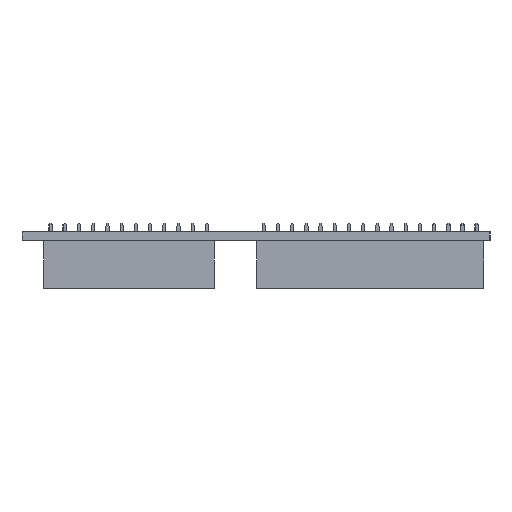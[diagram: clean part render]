
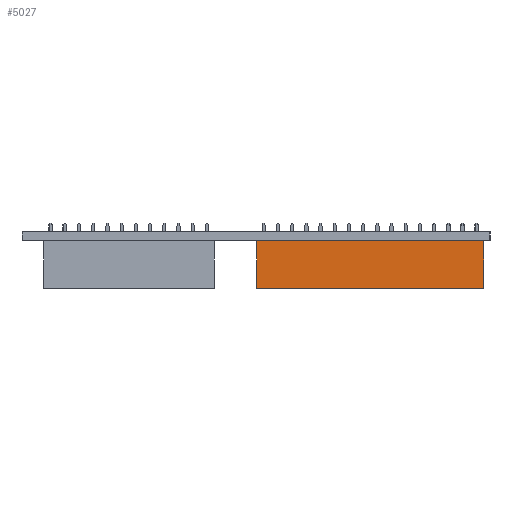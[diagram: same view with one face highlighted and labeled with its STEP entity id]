
A CAD part, left-side view. The second image highlights one B-rep face of the part: STEP entity #5027.
In plain terms, the highlighted face is planar.
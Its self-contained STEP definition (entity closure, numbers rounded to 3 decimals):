
#5027 = ADVANCED_FACE('',(#5028),#5062,.F.);
#5028 = FACE_BOUND('',#5029,.F.);
#5029 = EDGE_LOOP('',(#5030,#5040,#5048,#5056));
#5030 = ORIENTED_EDGE('',*,*,#5031,.T.);
#5031 = EDGE_CURVE('',#5032,#5034,#5036,.T.);
#5032 = VERTEX_POINT('',#5033);
#5033 = CARTESIAN_POINT('',(1.27,-39.37,0.));
#5034 = VERTEX_POINT('',#5035);
#5035 = CARTESIAN_POINT('',(1.27,-39.37,8.5));
#5036 = LINE('',#5037,#5038);
#5037 = CARTESIAN_POINT('',(1.27,-39.37,0.));
#5038 = VECTOR('',#5039,1.);
#5039 = DIRECTION('',(0.,0.,1.));
#5040 = ORIENTED_EDGE('',*,*,#5041,.T.);
#5041 = EDGE_CURVE('',#5034,#5042,#5044,.T.);
#5042 = VERTEX_POINT('',#5043);
#5043 = CARTESIAN_POINT('',(1.27,1.27,8.5));
#5044 = LINE('',#5045,#5046);
#5045 = CARTESIAN_POINT('',(1.27,-39.37,8.5));
#5046 = VECTOR('',#5047,1.);
#5047 = DIRECTION('',(0.,1.,0.));
#5048 = ORIENTED_EDGE('',*,*,#5049,.F.);
#5049 = EDGE_CURVE('',#5050,#5042,#5052,.T.);
#5050 = VERTEX_POINT('',#5051);
#5051 = CARTESIAN_POINT('',(1.27,1.27,0.));
#5052 = LINE('',#5053,#5054);
#5053 = CARTESIAN_POINT('',(1.27,1.27,0.));
#5054 = VECTOR('',#5055,1.);
#5055 = DIRECTION('',(0.,0.,1.));
#5056 = ORIENTED_EDGE('',*,*,#5057,.F.);
#5057 = EDGE_CURVE('',#5032,#5050,#5058,.T.);
#5058 = LINE('',#5059,#5060);
#5059 = CARTESIAN_POINT('',(1.27,-39.37,0.));
#5060 = VECTOR('',#5061,1.);
#5061 = DIRECTION('',(0.,1.,0.));
#5062 = PLANE('',#5063);
#5063 = AXIS2_PLACEMENT_3D('',#5064,#5065,#5066);
#5064 = CARTESIAN_POINT('',(1.27,-39.37,0.));
#5065 = DIRECTION('',(-1.,0.,0.));
#5066 = DIRECTION('',(0.,1.,0.));
